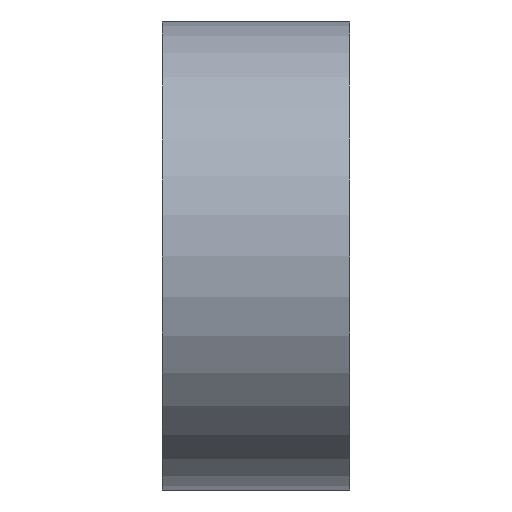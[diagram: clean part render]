
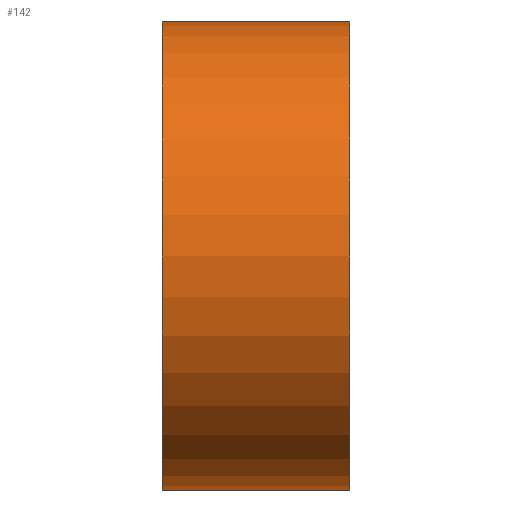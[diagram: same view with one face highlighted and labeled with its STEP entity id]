
A CAD part, left-side view. The second image highlights one B-rep face of the part: STEP entity #142.
In plain terms, the highlighted cylindrical face has radius 5 mm (diameter 10 mm), a partial arc.
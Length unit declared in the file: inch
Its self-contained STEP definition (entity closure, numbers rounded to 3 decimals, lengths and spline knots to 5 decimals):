
#16=CYLINDRICAL_SURFACE('',#166,0.19685);
#23=CIRCLE('',#157,0.19685);
#27=CIRCLE('',#162,0.19685);
#36=FACE_OUTER_BOUND('',#48,.T.);
#48=EDGE_LOOP('',(#121,#122,#123,#124));
#55=LINE('',#223,#63);
#62=LINE('',#248,#70);
#63=VECTOR('',#177,0.3937);
#70=VECTOR('',#204,0.3937);
#71=VERTEX_POINT('',#221);
#72=VERTEX_POINT('',#222);
#75=VERTEX_POINT('',#230);
#79=VERTEX_POINT('',#240);
#83=EDGE_CURVE('',#71,#72,#55,.T.);
#87=EDGE_CURVE('',#75,#71,#23,.T.);
#92=EDGE_CURVE('',#72,#79,#27,.T.);
#96=EDGE_CURVE('',#79,#75,#62,.T.);
#121=ORIENTED_EDGE('',*,*,#87,.T.);
#122=ORIENTED_EDGE('',*,*,#83,.T.);
#123=ORIENTED_EDGE('',*,*,#92,.T.);
#124=ORIENTED_EDGE('',*,*,#96,.T.);
#142=ADVANCED_FACE('',(#36),#16,.T.);
#157=AXIS2_PLACEMENT_3D('',#231,#183,#184);
#162=AXIS2_PLACEMENT_3D('',#241,#194,#195);
#166=AXIS2_PLACEMENT_3D('',#249,#205,#206);
#177=DIRECTION('',(0.,-1.,0.));
#183=DIRECTION('center_axis',(0.,-1.,0.));
#184=DIRECTION('ref_axis',(-0.707,0.,0.707));
#194=DIRECTION('center_axis',(0.,1.,0.));
#195=DIRECTION('ref_axis',(-0.707,0.,-0.707));
#204=DIRECTION('',(0.,1.,0.));
#205=DIRECTION('center_axis',(0.,1.,0.));
#206=DIRECTION('ref_axis',(-0.707,0.,0.707));
#221=CARTESIAN_POINT('',(-1.05315,0.15748,-0.3937));
#222=CARTESIAN_POINT('',(-1.05315,0.,-0.3937));
#223=CARTESIAN_POINT('',(-1.05315,0.,-0.3937));
#230=CARTESIAN_POINT('',(-1.05315,0.15748,0.));
#231=CARTESIAN_POINT('Origin',(-1.05315,0.15748,-0.19685));
#240=CARTESIAN_POINT('',(-1.05315,0.,0.));
#241=CARTESIAN_POINT('Origin',(-1.05315,0.,-0.19685));
#248=CARTESIAN_POINT('',(-1.05315,0.,0.));
#249=CARTESIAN_POINT('Origin',(-1.05315,0.,-0.19685));
